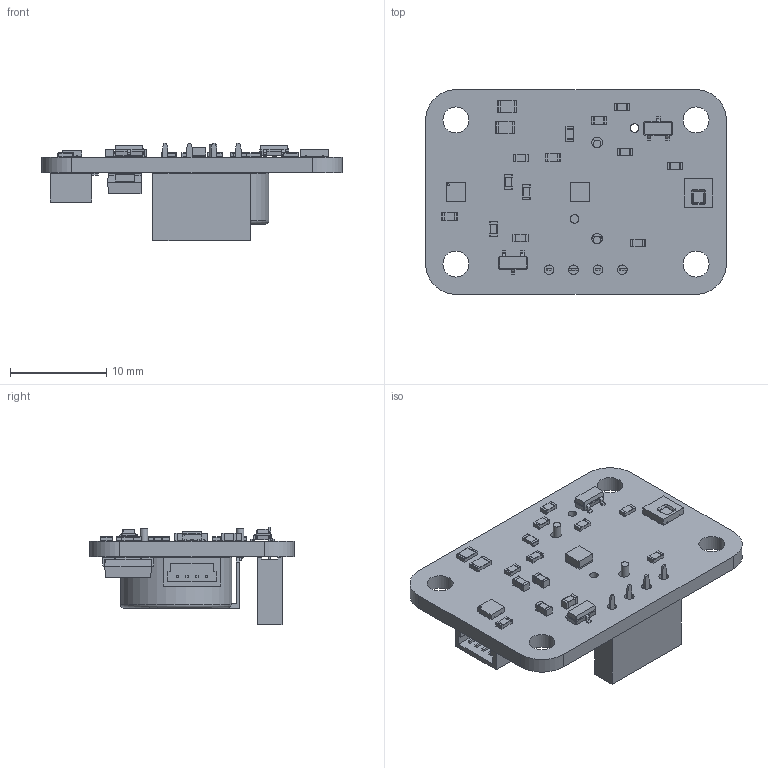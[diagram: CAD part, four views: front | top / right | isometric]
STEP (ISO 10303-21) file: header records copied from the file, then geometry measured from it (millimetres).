
FILE_DESCRIPTION(('KiCad electronic assembly'),'2;1');
FILE_NAME('esp32_i2c.step','2024-10-09T15:18:52',('An Author'),( 'A Company'),'Open CASCADE STEP processor 6.9', 'KiCad to STEP converter','Unknown');
FILE_SCHEMA(('AUTOMOTIVE_DESIGN { 1 0 10303 214 1 1 1 1 }'));
Length unit declared in the file: millimetre
Products named in the file (26): Open CASCADE STEP translator 6.9 1; R_0603_1608Metric; SOLID; KR-5R5H334-R; COMPOUND; R_0805_2012Metric; HDC1080DMBR; OPT3001DNPR--3DModel-STEP-56544; STEMMA_QT__4-pin_Horizontal; D_SMB; SOT-23; PinSocket_1x04_P2.54mm_Vertical; BMA253; L_0603_1608Metric; C_0603_1608Metric
Assembly tree (37 placements, depth 3):
  Open CASCADE STEP translator 6.9 1
    R_0603_1608Metric  x9
      SOLID
    KR-5R5H334-R
      COMPOUND
    R_0805_2012Metric  x2
      SOLID
    HDC1080DMBR
      COMPOUND
    OPT3001DNPR--3DModel-STEP-56544
      COMPOUND
    STEMMA_QT__4-pin_Horizontal
      COMPOUND
    D_SMB
      SOLID
    SOT-23  x2
      SOLID
    PinSocket_1x04_P2.54mm_Vertical
      SOLID
    BMA253
      COMPOUND
    L_0603_1608Metric  x3
      SOLID
    C_0603_1608Metric
      SOLID
    COMPOUND
Bounding box: 31.3 x 21.3 x 10.1 mm (x, y, z)
Volume: 1862.2 mm3; surface area: 2769.3 mm2
Topology: 73 solids, 73 shells, 1342 faces, 3289 edges, 2141 vertices
Faces by surface type: plane 1035, cylinder 235, bspline 67, cone 4, torus 1
Full cylindrical faces by diameter (mm): 0.254 x2, 0.8 x2, 0.889 x2, 1 x4, 1.1 x2, 2.7 x4, 11.6 x1
Entity records: 62684 total; most frequent: CARTESIAN_POINT 10991, DIRECTION 8997, LINE 6355, VECTOR 6355, ORIENTED_EDGE 4706, PCURVE 4706, DEFINITIONAL_REPRESENTATION 4706, EDGE_CURVE 2353
